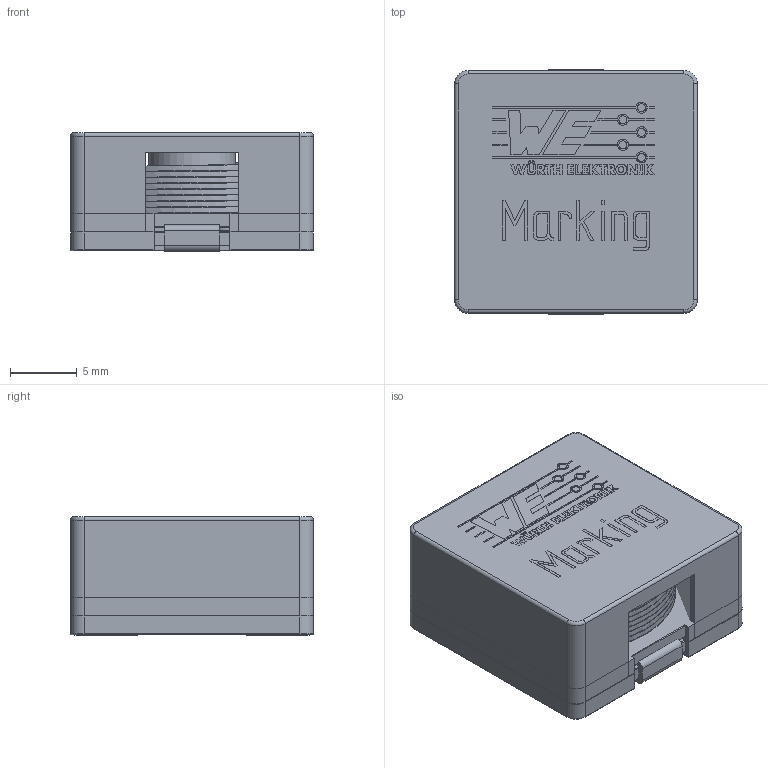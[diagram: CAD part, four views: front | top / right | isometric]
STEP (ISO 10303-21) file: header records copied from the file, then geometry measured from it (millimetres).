
FILE_DESCRIPTION( ( 'Unknown' ), '1' );
FILE_NAME( '7443556680.stp', 'Unknown', ( 'Unknown' ), ( 'Unknown' ), 'XStep 1.0', 'Unknown', ' ' );
FILE_SCHEMA( ( 'automotive_design' ) );
Length unit declared in the file: millimetre
Products named in the file (4): Assem1; Gehäuse; Boden; Spule
Bounding box: 18.2 x 18.3 x 8.9 mm (x, y, z)
Surface area: 11375.8 mm2
Topology: 6 solids, 6 shells, 1172 faces, 3164 edges, 2088 vertices
Faces by surface type: plane 918, extrusion 156, cylinder 78, torus 16, bspline 4
Full cylindrical faces by diameter (mm): 6.5 x2
Entity records: 20730 total; most frequent: CARTESIAN_POINT 6705, ORIENTED_EDGE 3148, DIRECTION 2206, EDGE_CURVE 1574, VERTEX_POINT 1044, VECTOR 1034, LINE 956, EDGE_LOOP 640
